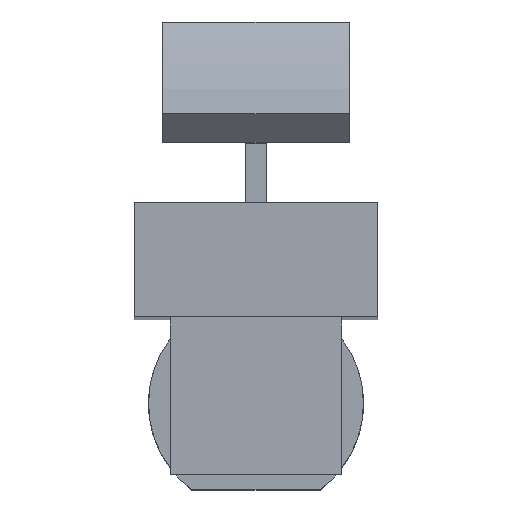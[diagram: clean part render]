
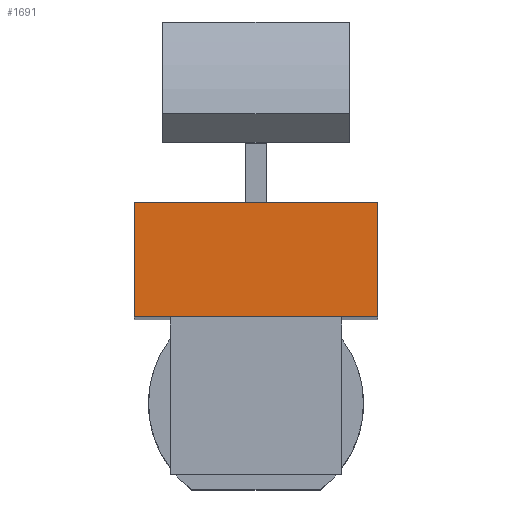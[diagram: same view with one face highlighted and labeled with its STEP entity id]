
A CAD part, top view. The second image highlights one B-rep face of the part: STEP entity #1691.
In plain terms, the highlighted planar face has unit normal (0, 0, 1).
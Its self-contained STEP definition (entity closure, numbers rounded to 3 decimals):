
#99=PLANE('',#1872);
#213=FACE_OUTER_BOUND('',#323,.T.);
#323=EDGE_LOOP('',(#1521,#1522,#1523,#1524));
#483=LINE('',#2829,#642);
#484=LINE('',#2831,#643);
#485=LINE('',#2833,#644);
#486=LINE('',#2834,#645);
#642=VECTOR('',#2350,10.);
#643=VECTOR('',#2351,10.);
#644=VECTOR('',#2352,10.);
#645=VECTOR('',#2353,10.);
#870=VERTEX_POINT('',#2827);
#871=VERTEX_POINT('',#2828);
#872=VERTEX_POINT('',#2830);
#873=VERTEX_POINT('',#2832);
#1097=EDGE_CURVE('',#870,#871,#483,.T.);
#1098=EDGE_CURVE('',#871,#872,#484,.T.);
#1099=EDGE_CURVE('',#873,#872,#485,.T.);
#1100=EDGE_CURVE('',#870,#873,#486,.T.);
#1521=ORIENTED_EDGE('',*,*,#1097,.T.);
#1522=ORIENTED_EDGE('',*,*,#1098,.T.);
#1523=ORIENTED_EDGE('',*,*,#1099,.F.);
#1524=ORIENTED_EDGE('',*,*,#1100,.F.);
#1691=ADVANCED_FACE('',(#213),#99,.T.);
#1872=AXIS2_PLACEMENT_3D('',#2826,#2348,#2349);
#2348=DIRECTION('center_axis',(0.,0.,1.));
#2349=DIRECTION('ref_axis',(1.,0.,0.));
#2350=DIRECTION('',(1.,0.,0.));
#2351=DIRECTION('',(0.,1.,0.));
#2352=DIRECTION('',(1.,0.,0.));
#2353=DIRECTION('',(0.,1.,0.));
#2826=CARTESIAN_POINT('Origin',(-8.5,0.,52.5));
#2827=CARTESIAN_POINT('',(-8.5,0.,52.5));
#2828=CARTESIAN_POINT('',(8.5,0.,52.5));
#2829=CARTESIAN_POINT('',(-8.5,0.,52.5));
#2830=CARTESIAN_POINT('',(8.5,8.,52.5));
#2831=CARTESIAN_POINT('',(8.5,0.,52.5));
#2832=CARTESIAN_POINT('',(-8.5,8.,52.5));
#2833=CARTESIAN_POINT('',(-8.5,8.,52.5));
#2834=CARTESIAN_POINT('',(-8.5,0.,52.5));
